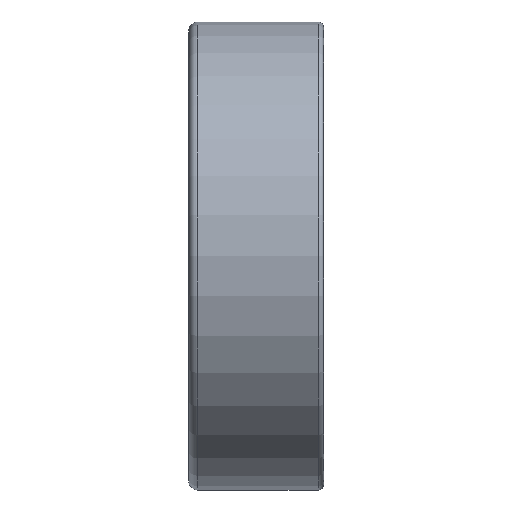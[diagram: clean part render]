
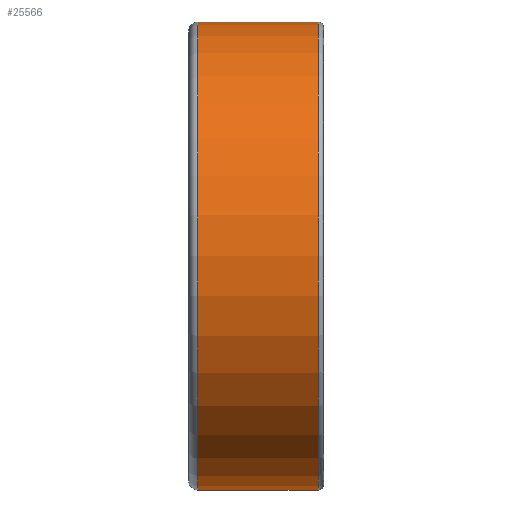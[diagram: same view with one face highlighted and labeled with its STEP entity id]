
A CAD part, top view. The second image highlights one B-rep face of the part: STEP entity #25566.
In plain terms, the highlighted cylindrical face has radius 26 mm (diameter 52 mm), a partial arc.
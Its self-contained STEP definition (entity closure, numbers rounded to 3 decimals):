
#17528=DIRECTION('',(-1.,0.,0.));
#17529=VECTOR('',#17528,13.4);
#17530=CARTESIAN_POINT('',(6.9,26.,0.));
#17531=LINE('',#17530,#17529);
#17535=DIRECTION('',(-1.,0.,0.));
#17536=VECTOR('',#17535,13.4);
#17537=CARTESIAN_POINT('',(6.9,-26.,0.));
#17538=LINE('',#17537,#17536);
#17550=CARTESIAN_POINT('',(6.9,0.,0.));
#17551=DIRECTION('',(1.,0.,0.));
#17552=DIRECTION('',(0.,1.,0.));
#17553=AXIS2_PLACEMENT_3D('',#17550,#17551,#17552);
#17558=CARTESIAN_POINT('',(-6.5,0.,0.));
#17559=DIRECTION('',(1.,0.,0.));
#17560=DIRECTION('',(0.,1.,0.));
#17561=AXIS2_PLACEMENT_3D('',#17558,#17559,#17560);
#21093=CARTESIAN_POINT('',(6.9,26.,0.));
#21094=CARTESIAN_POINT('',(-6.5,26.,0.));
#21095=VERTEX_POINT('',#21093);
#21096=VERTEX_POINT('',#21094);
#21105=CARTESIAN_POINT('',(6.9,-26.,0.));
#21106=CARTESIAN_POINT('',(-6.5,-26.,0.));
#21107=VERTEX_POINT('',#21105);
#21108=VERTEX_POINT('',#21106);
#25554=CARTESIAN_POINT('',(-8.25,0.,0.));
#25555=DIRECTION('',(1.,0.,0.));
#25556=DIRECTION('',(0.,-1.,0.));
#25557=AXIS2_PLACEMENT_3D('',#25554,#25555,#25556);
#25558=CYLINDRICAL_SURFACE('',#25557,26.);
#25559=ORIENTED_EDGE('',*,*,#25544,.F.);
#25560=ORIENTED_EDGE('',*,*,#25521,.T.);
#25561=ORIENTED_EDGE('',*,*,#25548,.T.);
#25563=ORIENTED_EDGE('',*,*,#25562,.F.);
#25564=EDGE_LOOP('',(#25559,#25560,#25561,#25563));
#25565=FACE_OUTER_BOUND('',#25564,.F.);
#17554=CIRCLE('',#17553,26.);
#17562=CIRCLE('',#17561,26.);
#25521=EDGE_CURVE('',#21095,#21107,#17554,.T.);
#25544=EDGE_CURVE('',#21095,#21096,#17531,.T.);
#25548=EDGE_CURVE('',#21107,#21108,#17538,.T.);
#25562=EDGE_CURVE('',#21096,#21108,#17562,.T.);
#25566=ADVANCED_FACE('',(#25565),#25558,.T.);
